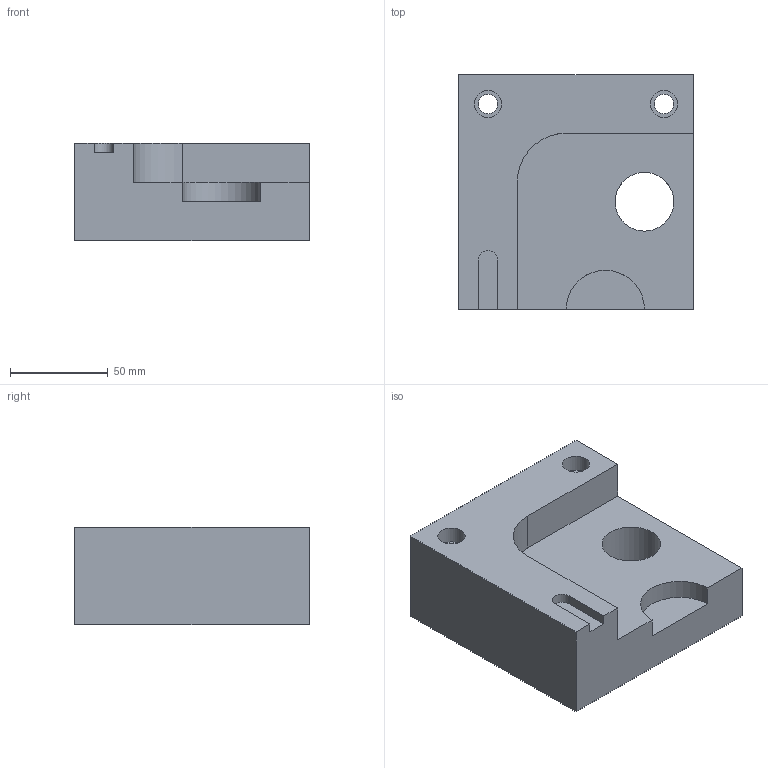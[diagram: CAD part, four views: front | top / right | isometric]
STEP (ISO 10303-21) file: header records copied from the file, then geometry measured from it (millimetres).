
FILE_DESCRIPTION(/* description */ (''),/* implementation_level */ '2;1');
FILE_NAME(/* name */ '',/* time_stamp */ '2024-05-24T17:58:45+09:00',/* author */ (''),/* organization */ (''),/* preprocessor_version */ 'ST-DEVELOPER v20',/* originating_system */ 'Autodesk Translation Framework v12.20.1.177',/* authorisation */ '');
FILE_SCHEMA (('AUTOMOTIVE_DESIGN { 1 0 10303 214 3 1 1 }'));
Length unit declared in the file: millimetre
Products named in the file (1): 検証用サンプル4tam
Bounding box: 120 x 120 x 50 mm (x, y, z)
Volume: 522596.4 mm3; surface area: 57549.5 mm2
Topology: 1 solids, 1 shells, 23 faces, 57 edges, 38 vertices
Faces by surface type: plane 15, cylinder 8
Full cylindrical faces by diameter (mm): 10 x2, 14 x2, 30 x1
Entity records: 732 total; most frequent: DIRECTION 121, CARTESIAN_POINT 119, ORIENTED_EDGE 114, EDGE_CURVE 57, LINE 41, VECTOR 41, AXIS2_PLACEMENT_3D 40, VERTEX_POINT 38
